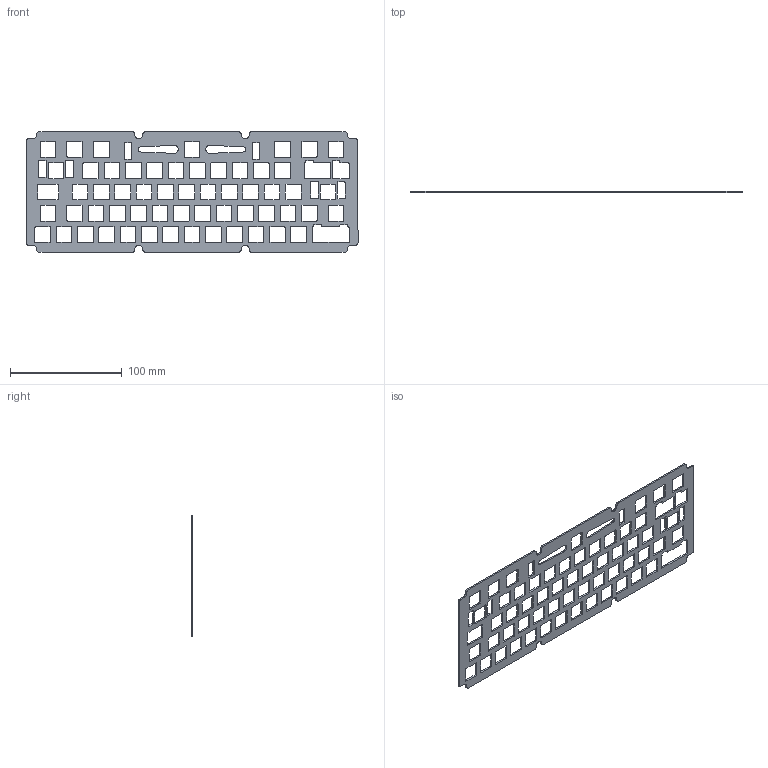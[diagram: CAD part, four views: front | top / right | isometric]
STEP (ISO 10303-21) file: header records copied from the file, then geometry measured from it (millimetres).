
FILE_DESCRIPTION (( 'STEP AP214' ), '1' );
FILE_NAME ('Plate Tsangan1.3 NO CUT.STEP', '2022-05-24T14:50:16', ( '' ), ( '' ), 'SwSTEP 2.0', 'SolidWorks 2018', '' );
FILE_SCHEMA (( 'AUTOMOTIVE_DESIGN' ));
Length unit declared in the file: millimetre
Products named in the file (1): Plate Tsangan1.3 NO CUT
Bounding box: 296.7 x 1.5 x 107.7 mm (x, y, z)
Volume: 27043.9 mm3; surface area: 43092.3 mm2
Topology: 1 solids, 1 shells, 618 faces, 1848 edges, 1232 vertices
Faces by surface type: plane 313, cylinder 305
Entity records: 21272 total; most frequent: CARTESIAN_POINT 3699, DIRECTION 3696, ORIENTED_EDGE 3696, EDGE_CURVE 1848, VECTOR 1238, LINE 1238, VERTEX_POINT 1232, AXIS2_PLACEMENT_3D 1229
